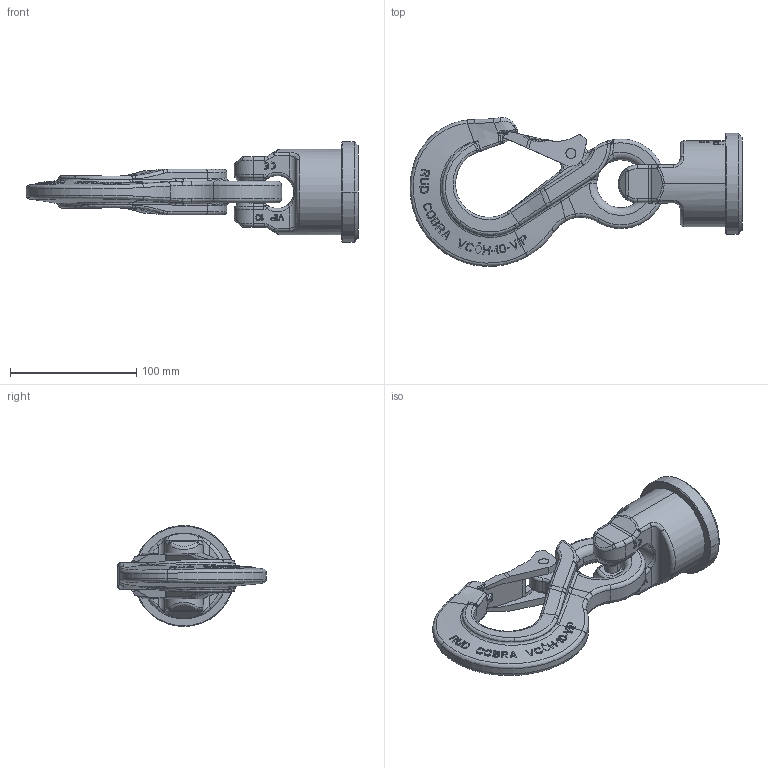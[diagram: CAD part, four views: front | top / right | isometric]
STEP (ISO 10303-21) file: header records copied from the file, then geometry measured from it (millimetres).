
FILE_DESCRIPTION((''),'2;1');
FILE_NAME('001-M31341-P-40_ASM','2019-04-29T',('anja.joas'),(''),'PRO/ENGINEER BY PARAMETRIC TECHNOLOGY CORPORATION, 2011490','PRO/ENGINEER BY PARAMETRIC TECHNOLOGY CORPORATION, 2011490','');
FILE_SCHEMA(('CONFIG_CONTROL_DESIGN'));
Products named in the file (6): 001-M31341-P-20_AF0; 001-M31341-P-50; 001-M33442-P-01; 001-M31192-001; 001-M33442-P-01_ASM; 001-M31341-P-40_ASM
Assembly tree (5 placements, depth 3):
  001-M31341-P-40_ASM
    001-M31341-P-20_AF0
    001-M31341-P-50
    001-M33442-P-01_ASM
      001-M33442-P-01
      001-M31192-001
Bounding box: 263 x 117.95 x 80 mm (x, y, z)
Volume: 476034.1 mm3; surface area: 82115.6 mm2
Topology: 4 solids, 4 shells, 1297 faces, 3447 edges, 2193 vertices
Faces by surface type: plane 831, bspline 228, cylinder 142, torus 48, sphere 42, cone 6
Entity records: 56827 total; most frequent: CARTESIAN_POINT 28006, ORIENTED_EDGE 6834, DIRECTION 4645, EDGE_CURVE 3417, VERTEX_POINT 2193, AXIS2_PLACEMENT_3D 1613, B_SPLINE_CURVE_WITH_KNOTS 1467, VECTOR 1419
